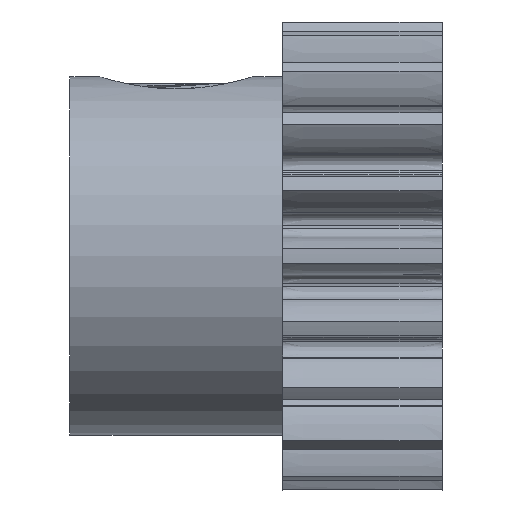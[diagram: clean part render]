
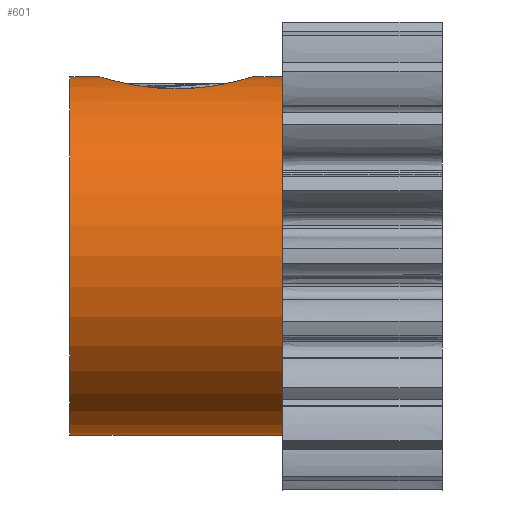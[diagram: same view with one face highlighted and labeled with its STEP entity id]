
A CAD part, left-side view. The second image highlights one B-rep face of the part: STEP entity #601.
In plain terms, the highlighted cylindrical face has radius 6.75 mm (diameter 13.5 mm), a full revolution.
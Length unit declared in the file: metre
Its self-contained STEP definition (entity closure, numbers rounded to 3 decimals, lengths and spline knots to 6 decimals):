
#601 = ADVANCED_FACE( '', ( #1218, #1219, #1220 ), #1221, .T. );
#1218 = FACE_OUTER_BOUND( '', #2418, .T. );
#1219 = FACE_OUTER_BOUND( '', #2419, .T. );
#1220 = FACE_BOUND( '', #2420, .T. );
#1221 = CYLINDRICAL_SURFACE( '', #2421, 0.00675 );
#2418 = EDGE_LOOP( '', ( #5009 ) );
#2419 = EDGE_LOOP( '', ( #5010 ) );
#2420 = EDGE_LOOP( '', ( #5011 ) );
#2421 = AXIS2_PLACEMENT_3D( '', #5012, #5013, #5014 );
#5009 = ORIENTED_EDGE( '', *, *, #5952, .T. );
#5010 = ORIENTED_EDGE( '', *, *, #5665, .F. );
#5011 = ORIENTED_EDGE( '', *, *, #6017, .F. );
#5012 = CARTESIAN_POINT( '', ( 0., 0.008, 0. ) );
#5013 = DIRECTION( '', ( 0., 1., 0. ) );
#5014 = DIRECTION( '', ( 1., 0., 0. ) );
#5665 = EDGE_CURVE( '', #6631, #6631, #6632, .T. );
#5952 = EDGE_CURVE( '', #7092, #7092, #7093, .T. );
#6017 = EDGE_CURVE( '', #7161, #7161, #7162, .T. );
#6631 = VERTEX_POINT( '', #8943 );
#6632 = CIRCLE( '', #8944, 0.00675 );
#7092 = VERTEX_POINT( '', #10579 );
#7093 = CIRCLE( '', #10580, 0.00675 );
#7161 = VERTEX_POINT( '', #10798 );
#7162 = B_SPLINE_CURVE_WITH_KNOTS( '', 3, ( #10799, #10800, #10801, #10802, #10803, #10804, #10805, #10806, #10807, #10808, #10809, #10810, #10811, #10812, #10813, #10814, #10815, #10816, #10817, #10818, #10819, #10820, #10821, #10822, #10823, #10824, #10825, #10826, #10827, #10828, #10829, #10830, #10831, #10832, #10833, #10834, #10835, #10836, #10837, #10838, #10839, #10840, #10841, #10842, #10843, #10844, #10845, #10846, #10847, #10848, #10849, #10850 ), .UNSPECIFIED., .T., .F., ( 2, 2, 2, 2, 2, 2, 2, 2, 2, 2, 2, 2, 2, 2, 2, 2, 2, 2, 2, 2, 2, 2, 2, 2, 2, 2, 2, 2 ), ( -0.001055, 0., 0.001055, 0.00211, 0.003165, 0.00422, 0.004748, 0.005275, 0.005803, 0.006331, 0.006858, 0.007386, 0.008441, 0.008968, 0.009496, 0.010023, 0.010551, 0.011079, 0.011606, 0.012134, 0.012661, 0.013716, 0.014244, 0.014771, 0.015299, 0.015826, 0.016882, 0.017937 ), .UNSPECIFIED. );
#8943 = CARTESIAN_POINT( '', ( -0.00675, 0.008, 0. ) );
#8944 = AXIS2_PLACEMENT_3D( '', #11414, #11415, #11416 );
#10579 = CARTESIAN_POINT( '', ( -0.00675, 0., 0. ) );
#10580 = AXIS2_PLACEMENT_3D( '', #11707, #11708, #11709 );
#10798 = CARTESIAN_POINT( '', ( -0.001809, 0.00596, 0.006503 ) );
#10799 = CARTESIAN_POINT( '', ( -0.001594, 0.006239, 0.006563 ) );
#10800 = CARTESIAN_POINT( '', ( -0.002023, 0.005681, 0.006444 ) );
#10801 = CARTESIAN_POINT( '', ( -0.002182, 0.005371, 0.006389 ) );
#10802 = CARTESIAN_POINT( '', ( -0.0024, 0.004698, 0.00631 ) );
#10803 = CARTESIAN_POINT( '', ( -0.002453, 0.004349, 0.006288 ) );
#10804 = CARTESIAN_POINT( '', ( -0.002452, 0.003638, 0.006289 ) );
#10805 = CARTESIAN_POINT( '', ( -0.002397, 0.00329, 0.006311 ) );
#10806 = CARTESIAN_POINT( '', ( -0.002177, 0.002618, 0.006391 ) );
#10807 = CARTESIAN_POINT( '', ( -0.002017, 0.002309, 0.006446 ) );
#10808 = CARTESIAN_POINT( '', ( -0.001694, 0.001892, 0.006535 ) );
#10809 = CARTESIAN_POINT( '', ( -0.001575, 0.001765, 0.006565 ) );
#10810 = CARTESIAN_POINT( '', ( -0.001313, 0.001537, 0.006622 ) );
#10811 = CARTESIAN_POINT( '', ( -0.001168, 0.001434, 0.00665 ) );
#10812 = CARTESIAN_POINT( '', ( -0.00086, 0.001266, 0.006697 ) );
#10813 = CARTESIAN_POINT( '', ( -0.000697, 0.0012, 0.006716 ) );
#10814 = CARTESIAN_POINT( '', ( -0.000352, 0.001109, 0.006743 ) );
#10815 = CARTESIAN_POINT( '', ( -0.000177, 0.001086, 0.00675 ) );
#10816 = CARTESIAN_POINT( '', ( 0.000176, 0.001086, 0.00675 ) );
#10817 = CARTESIAN_POINT( '', ( 0.000355, 0.00111, 0.006743 ) );
#10818 = CARTESIAN_POINT( '', ( 0.000696, 0.0012, 0.006716 ) );
#10819 = CARTESIAN_POINT( '', ( 0.000862, 0.001267, 0.006697 ) );
#10820 = CARTESIAN_POINT( '', ( 0.001324, 0.00152, 0.006626 ) );
#10821 = CARTESIAN_POINT( '', ( 0.001591, 0.001758, 0.006564 ) );
#10822 = CARTESIAN_POINT( '', ( 0.001911, 0.002173, 0.006475 ) );
#10823 = CARTESIAN_POINT( '', ( 0.002006, 0.002322, 0.006446 ) );
#10824 = CARTESIAN_POINT( '', ( 0.002167, 0.002632, 0.006393 ) );
#10825 = CARTESIAN_POINT( '', ( 0.002235, 0.002794, 0.00637 ) );
#10826 = CARTESIAN_POINT( '', ( 0.002344, 0.00313, 0.00633 ) );
#10827 = CARTESIAN_POINT( '', ( 0.002385, 0.003303, 0.006315 ) );
#10828 = CARTESIAN_POINT( '', ( 0.002439, 0.00365, 0.006294 ) );
#10829 = CARTESIAN_POINT( '', ( 0.002453, 0.003826, 0.006289 ) );
#10830 = CARTESIAN_POINT( '', ( 0.002452, 0.004181, 0.006289 ) );
#10831 = CARTESIAN_POINT( '', ( 0.002438, 0.004359, 0.006294 ) );
#10832 = CARTESIAN_POINT( '', ( 0.002383, 0.004706, 0.006315 ) );
#10833 = CARTESIAN_POINT( '', ( 0.002342, 0.004876, 0.006331 ) );
#10834 = CARTESIAN_POINT( '', ( 0.002233, 0.005212, 0.00637 ) );
#10835 = CARTESIAN_POINT( '', ( 0.002164, 0.005375, 0.006394 ) );
#10836 = CARTESIAN_POINT( '', ( 0.002003, 0.005683, 0.006447 ) );
#10837 = CARTESIAN_POINT( '', ( 0.00191, 0.00583, 0.006475 ) );
#10838 = CARTESIAN_POINT( '', ( 0.001588, 0.006245, 0.006564 ) );
#10839 = CARTESIAN_POINT( '', ( 0.001323, 0.006482, 0.006626 ) );
#10840 = CARTESIAN_POINT( '', ( 0.000858, 0.006735, 0.006697 ) );
#10841 = CARTESIAN_POINT( '', ( 0.000695, 0.006801, 0.006716 ) );
#10842 = CARTESIAN_POINT( '', ( 0.000352, 0.006891, 0.006743 ) );
#10843 = CARTESIAN_POINT( '', ( 0.000175, 0.006914, 0.00675 ) );
#10844 = CARTESIAN_POINT( '', ( -0.000178, 0.006914, 0.00675 ) );
#10845 = CARTESIAN_POINT( '', ( -0.000358, 0.00689, 0.006743 ) );
#10846 = CARTESIAN_POINT( '', ( -0.000699, 0.006799, 0.006716 ) );
#10847 = CARTESIAN_POINT( '', ( -0.000864, 0.006732, 0.006696 ) );
#10848 = CARTESIAN_POINT( '', ( -0.001328, 0.006478, 0.006625 ) );
#10849 = CARTESIAN_POINT( '', ( -0.001594, 0.006239, 0.006563 ) );
#10850 = CARTESIAN_POINT( '', ( -0.002023, 0.005681, 0.006444 ) );
#11414 = CARTESIAN_POINT( '', ( 0., 0.008, 0. ) );
#11415 = DIRECTION( '', ( 0., 1., 0. ) );
#11416 = DIRECTION( '', ( -1., 0., 0. ) );
#11707 = CARTESIAN_POINT( '', ( 0., 0., 0. ) );
#11708 = DIRECTION( '', ( 0., 1., 0. ) );
#11709 = DIRECTION( '', ( -1., 0., 0. ) );
